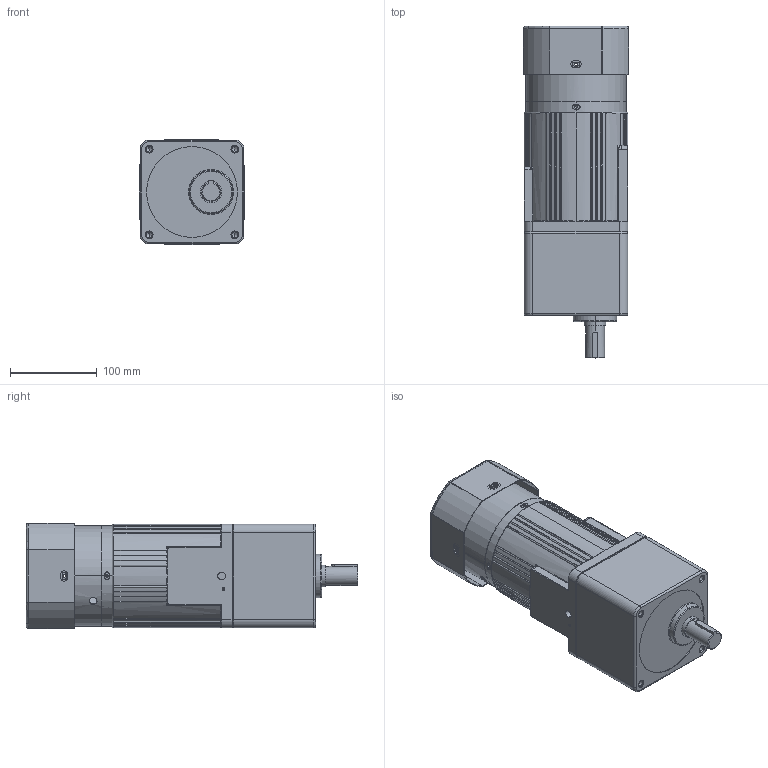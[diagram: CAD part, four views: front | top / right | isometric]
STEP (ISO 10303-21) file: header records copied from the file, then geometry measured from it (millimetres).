
FILE_DESCRIPTION (( 'STEP AP203' ), '1' );
FILE_NAME ('7IK400(R)-MF+7GU3-180K.STEP', '2020-01-10T09:21:04', ( 'Sky123.Org' ), ( 'Sky123.Org' ), 'SwSTEP 2.0', 'SolidWorks 2014', '' );
FILE_SCHEMA (( 'CONFIG_CONTROL_DESIGN' ));
Length unit declared in the file: millimetre
Products named in the file (5): 7IK400(R)A; 120瑞欶; 120价陬欶褲; 7GU3-18K; 7IK400(R)-MF+7GU3-180K
Assembly tree (4 placements, depth 2):
  7IK400(R)-MF+7GU3-180K
    7IK400(R)A
    120瑞欶
    120价陬欶褲
    7GU3-18K
Bounding box: 121.6 x 383.5 x 121.6 mm (x, y, z)
Volume: 3222473.5 mm3; surface area: 312936.7 mm2
Topology: 4 solids, 4 shells, 605 faces, 1589 edges, 973 vertices
Faces by surface type: cylinder 266, plane 162, torus 74, cone 59, bspline 40, sphere 4
Entity records: 21697 total; most frequent: CARTESIAN_POINT 6447, DIRECTION 3146, ORIENTED_EDGE 3090, EDGE_CURVE 1545, AXIS2_PLACEMENT_3D 1264, VERTEX_POINT 973, EDGE_LOOP 694, CIRCLE 692
